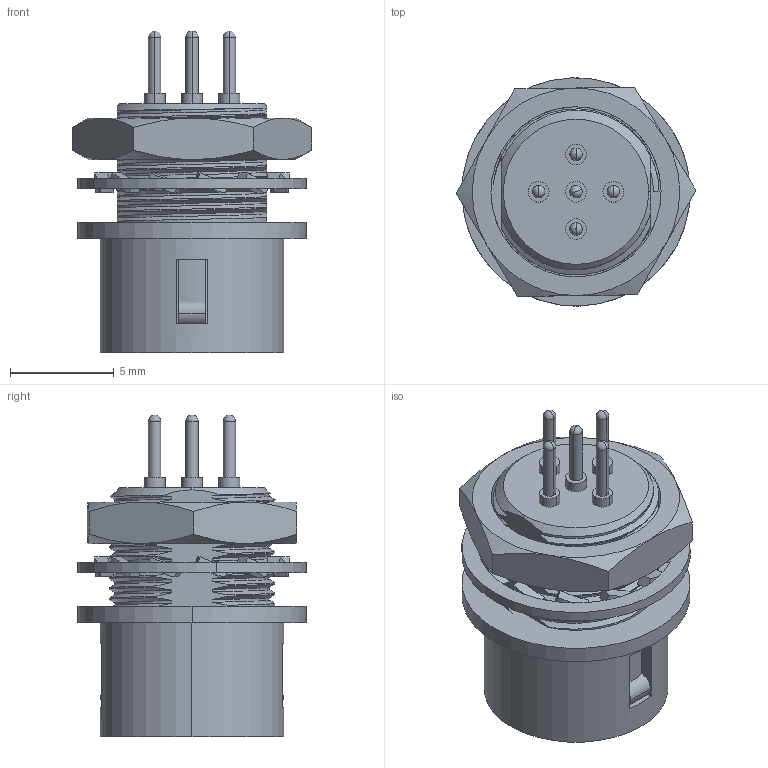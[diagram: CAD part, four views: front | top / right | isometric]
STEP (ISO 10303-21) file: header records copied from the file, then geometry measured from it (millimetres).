
FILE_DESCRIPTION (( 'STEP AP203' ), '1' );
FILE_NAME ('FAPFAS12-05S101D000.STEP', '2025-11-17T11:36:41', ( '' ), ( '' ), 'SwSTEP 2.0', 'SolidWorks 2021', '' );
FILE_SCHEMA (( 'CONFIG_CONTROL_DESIGN' ));
Products named in the file (1): FAPFAS12-05S101D000
Bounding box: 11.55 x 11 x 15.5 mm (x, y, z)
Volume: 639 mm3; surface area: 1423.3 mm2
Topology: 3 solids, 3 shells, 446 faces, 1179 edges, 758 vertices
Faces by surface type: plane 179, cylinder 167, bspline 67, cone 23, torus 10
Entity records: 32243 total; most frequent: CARTESIAN_POINT 22013, ORIENTED_EDGE 2358, DIRECTION 1942, EDGE_CURVE 1179, AXIS2_PLACEMENT_3D 760, VERTEX_POINT 758, EDGE_LOOP 481, FACE_OUTER_BOUND 446
